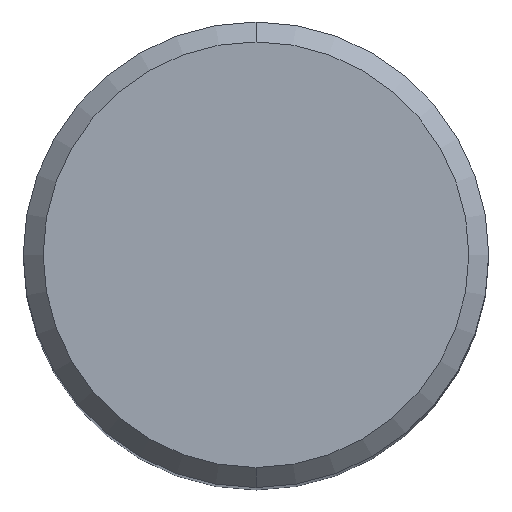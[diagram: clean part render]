
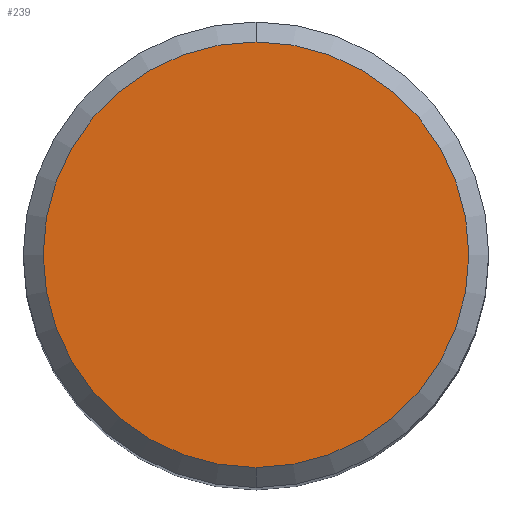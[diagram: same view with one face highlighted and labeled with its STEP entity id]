
A CAD part, top view. The second image highlights one B-rep face of the part: STEP entity #239.
In plain terms, the highlighted planar face has unit normal (0, 0, 1).
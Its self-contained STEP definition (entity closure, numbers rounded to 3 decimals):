
#239=ADVANCED_FACE('',(#535),#536,.T.);
#249=EDGE_CURVE('',#293,#405,#547,.T.);
#293=VERTEX_POINT('',#593);
#327=EDGE_CURVE('',#405,#293,#628,.T.);
#405=VERTEX_POINT('',#716);
#535=FACE_OUTER_BOUND('',#976,.T.);
#536=PLANE('',#977);
#547=CIRCLE('',#991,6.4);
#593=CARTESIAN_POINT('',(0.,-6.4,0.0));
#628=CIRCLE('',#1227,6.4);
#716=CARTESIAN_POINT('',(0.0,6.4,0.0));
#976=EDGE_LOOP('',(#1517,#1518));
#977=AXIS2_PLACEMENT_3D('',#1519,#1520,#1521);
#991=AXIS2_PLACEMENT_3D('',#1537,#1538,#1539);
#1227=AXIS2_PLACEMENT_3D('',#1596,#1597,#1598);
#1517=ORIENTED_EDGE('',*,*,#327,.F.);
#1518=ORIENTED_EDGE('',*,*,#249,.F.);
#1519=CARTESIAN_POINT('',(0.0,3.2,0.0));
#1520=DIRECTION('',(-0.0,0.0,1.0));
#1521=DIRECTION('',(0.0,-1.0,0.0));
#1537=CARTESIAN_POINT('',(0.0,0.0,0.0));
#1538=DIRECTION('',(0.0,0.0,-1.0));
#1539=DIRECTION('',(0.0,1.0,0.0));
#1596=CARTESIAN_POINT('',(0.0,0.0,0.0));
#1597=DIRECTION('',(0.0,0.0,-1.0));
#1598=DIRECTION('',(0.0,1.0,0.0));
